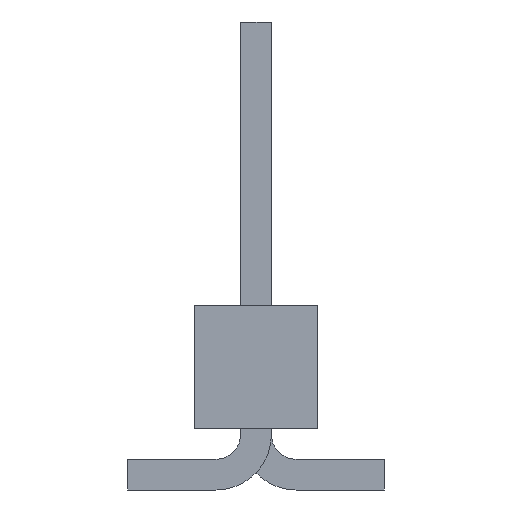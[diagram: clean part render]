
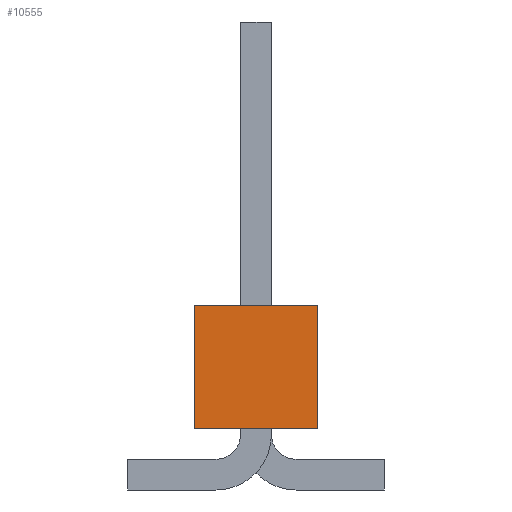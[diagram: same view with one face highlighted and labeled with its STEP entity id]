
A CAD part, left-side view. The second image highlights one B-rep face of the part: STEP entity #10555.
In plain terms, the highlighted planar face has unit normal (-1, 0, 0).
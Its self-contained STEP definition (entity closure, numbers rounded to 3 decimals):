
#1562 = VERTEX_POINT('',#1563);
#1563 = CARTESIAN_POINT('',(-55.88,1.27,-1.27));
#1569 = EDGE_CURVE('',#1562,#1570,#1572,.T.);
#1570 = VERTEX_POINT('',#1571);
#1571 = CARTESIAN_POINT('',(-55.88,1.27,1.27));
#1572 = LINE('',#1573,#1574);
#1573 = CARTESIAN_POINT('',(-55.88,1.27,-1.27));
#1574 = VECTOR('',#1575,1.);
#1575 = DIRECTION('',(0.,0.,1.));
#8594 = VERTEX_POINT('',#8595);
#8595 = CARTESIAN_POINT('',(-55.88,-1.27,1.27));
#8601 = EDGE_CURVE('',#8602,#8594,#8604,.T.);
#8602 = VERTEX_POINT('',#8603);
#8603 = CARTESIAN_POINT('',(-55.88,-1.27,-1.27));
#8604 = LINE('',#8605,#8606);
#8605 = CARTESIAN_POINT('',(-55.88,-1.27,-1.27));
#8606 = VECTOR('',#8607,1.);
#8607 = DIRECTION('',(0.,0.,1.));
#8630 = EDGE_CURVE('',#1562,#8602,#8631,.T.);
#8631 = LINE('',#8632,#8633);
#8632 = CARTESIAN_POINT('',(-55.88,1.27,-1.27));
#8633 = VECTOR('',#8634,1.);
#8634 = DIRECTION('',(0.,-1.,0.));
#10544 = EDGE_CURVE('',#1570,#8594,#10545,.T.);
#10545 = LINE('',#10546,#10547);
#10546 = CARTESIAN_POINT('',(-55.88,1.27,1.27));
#10547 = VECTOR('',#10548,1.);
#10548 = DIRECTION('',(0.,-1.,0.));
#10555 = ADVANCED_FACE('',(#10556),#10562,.F.);
#10556 = FACE_BOUND('',#10557,.T.);
#10557 = EDGE_LOOP('',(#10558,#10559,#10560,#10561));
#10558 = ORIENTED_EDGE('',*,*,#8601,.T.);
#10559 = ORIENTED_EDGE('',*,*,#10544,.F.);
#10560 = ORIENTED_EDGE('',*,*,#1569,.F.);
#10561 = ORIENTED_EDGE('',*,*,#8630,.T.);
#10562 = PLANE('',#10563);
#10563 = AXIS2_PLACEMENT_3D('',#10564,#10565,#10566);
#10564 = CARTESIAN_POINT('',(-55.88,1.27,-1.27));
#10565 = DIRECTION('',(1.,0.,0.));
#10566 = DIRECTION('',(0.,0.,-1.));
